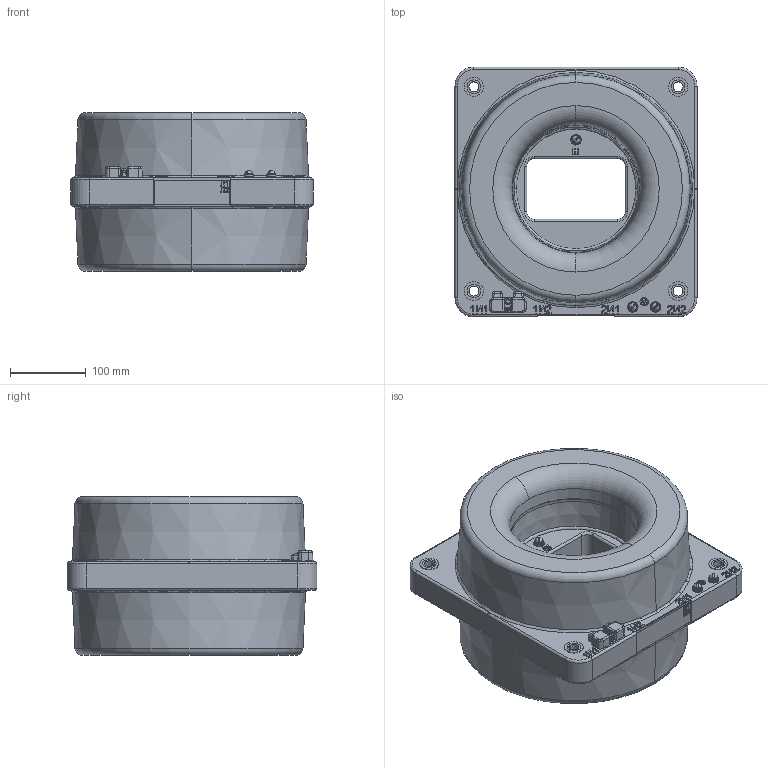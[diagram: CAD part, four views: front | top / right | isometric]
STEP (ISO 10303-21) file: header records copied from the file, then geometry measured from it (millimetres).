
FILE_DESCRIPTION (( 'STEP AP203' ), '1' );
FILE_NAME ('ÒËØ-10 (4-5)êÀ .STEP', '2018-06-05T03:34:00', ( '' ), ( '' ), 'SwSTEP 2.0', 'SolidWorks 2010', '' );
FILE_SCHEMA (( 'CONFIG_CONTROL_DESIGN' ));
Length unit declared in the file: millimetre
Products named in the file (1): ÒËØ-10 (4-5)êÀ 
Bounding box: 320 x 330 x 210 mm (x, y, z)
Surface area: 555767.5 mm2 (no closed solid volume)
Topology: 0 solids, 28 shells, 411 faces, 1353 edges, 935 vertices
Faces by surface type: plane 157, cylinder 111, bspline 76, torus 36, cone 18, sphere 13
Entity records: 18448 total; most frequent: CARTESIAN_POINT 7336, ORIENTED_EDGE 2164, DIRECTION 2145, EDGE_CURVE 1351, VERTEX_POINT 935, AXIS2_PLACEMENT_3D 754, VECTOR 637, LINE 637
